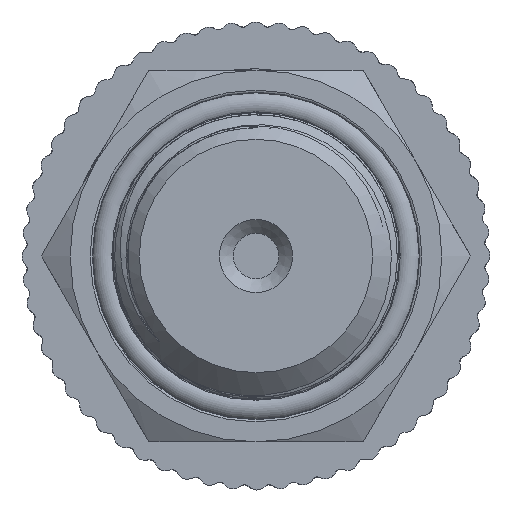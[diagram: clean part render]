
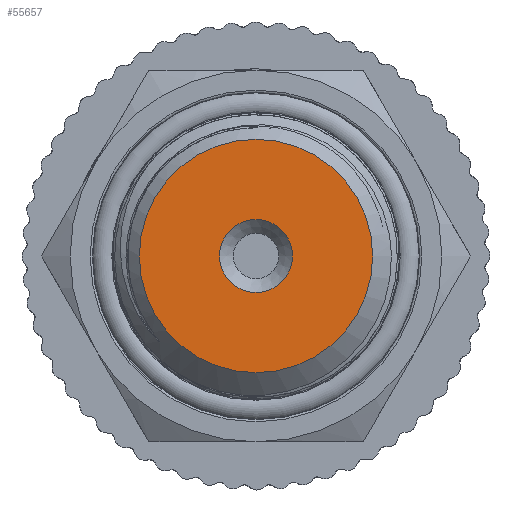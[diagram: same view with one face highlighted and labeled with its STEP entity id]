
A CAD part, left-side view. The second image highlights one B-rep face of the part: STEP entity #55657.
In plain terms, the highlighted planar face has unit normal (-1, 0, 0).
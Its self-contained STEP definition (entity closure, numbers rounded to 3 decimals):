
#5384=PLANE('',#59056);
#7531=FACE_BOUND('',#11802,.T.);
#8265=FACE_OUTER_BOUND('',#11801,.T.);
#11801=EDGE_LOOP('',(#38710));
#11802=EDGE_LOOP('',(#38711));
#15428=CIRCLE('',#59013,8.478);
#15449=CIRCLE('',#59055,2.65);
#22777=VERTEX_POINT('',#92597);
#22806=VERTEX_POINT('',#96228);
#28873=EDGE_CURVE('',#22777,#22777,#15428,.T.);
#28926=EDGE_CURVE('',#22806,#22806,#15449,.T.);
#38710=ORIENTED_EDGE('',*,*,#28873,.T.);
#38711=ORIENTED_EDGE('',*,*,#28926,.T.);
#55657=ADVANCED_FACE('',(#8265,#7531),#5384,.T.);
#59013=AXIS2_PLACEMENT_3D('',#92598,#67111,#67112);
#59055=AXIS2_PLACEMENT_3D('',#96230,#67205,#67206);
#59056=AXIS2_PLACEMENT_3D('',#96231,#67207,#67208);
#67111=DIRECTION('center_axis',(-1.,0.,0.));
#67112=DIRECTION('ref_axis',(0.,1.,0.));
#67205=DIRECTION('center_axis',(1.,0.,0.));
#67206=DIRECTION('ref_axis',(0.,0.,-1.));
#67207=DIRECTION('center_axis',(-1.,0.,0.));
#67208=DIRECTION('ref_axis',(0.,0.,1.));
#92597=CARTESIAN_POINT('',(-61.,-8.478,0.));
#92598=CARTESIAN_POINT('Origin',(-61.,0.,0.));
#96228=CARTESIAN_POINT('',(-61.,-2.65,0.));
#96230=CARTESIAN_POINT('Origin',(-61.,0.,0.));
#96231=CARTESIAN_POINT('Origin',(-61.,10.478,0.));
